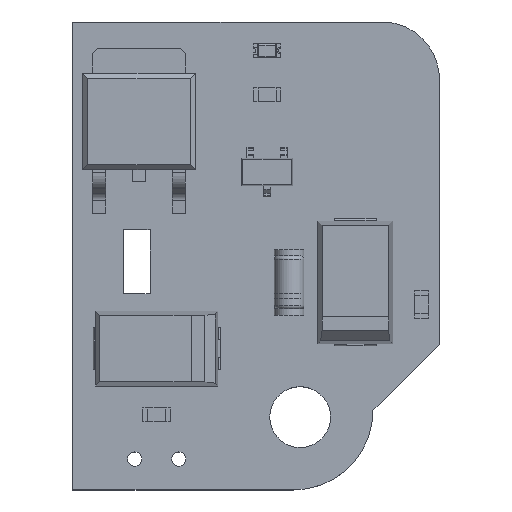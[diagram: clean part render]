
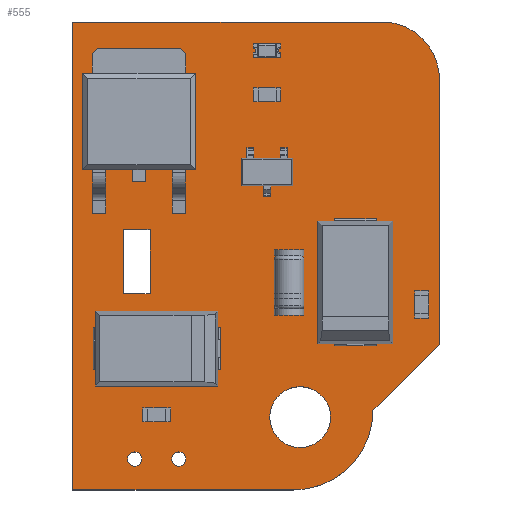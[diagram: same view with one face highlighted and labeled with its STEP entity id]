
A CAD part, top view. The second image highlights one B-rep face of the part: STEP entity #555.
In plain terms, the highlighted planar face has unit normal (0, 0, 1).
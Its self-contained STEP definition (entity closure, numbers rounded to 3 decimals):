
#54 = VERTEX_POINT('',#55);
#55 = CARTESIAN_POINT('',(155.956,-101.346,0.));
#72 = VERTEX_POINT('',#73);
#73 = CARTESIAN_POINT('',(155.956,-86.36,0.));
#79 = EDGE_CURVE('',#54,#72,#80,.T.);
#80 = LINE('',#81,#82);
#81 = CARTESIAN_POINT('',(155.956,-101.346,0.));
#82 = VECTOR('',#83,1.);
#83 = DIRECTION('',(0.,1.,0.));
#94 = VERTEX_POINT('',#95);
#95 = CARTESIAN_POINT('',(152.146,-105.156,0.));
#110 = EDGE_CURVE('',#94,#54,#111,.T.);
#111 = LINE('',#112,#113);
#112 = CARTESIAN_POINT('',(152.146,-105.156,0.));
#113 = VECTOR('',#114,1.);
#114 = DIRECTION('',(0.707,0.707,0.));
#135 = VERTEX_POINT('',#136);
#136 = CARTESIAN_POINT('',(152.908,-82.804,0.));
#142 = EDGE_CURVE('',#72,#135,#143,.T.);
#143 = CIRCLE('',#144,3.312);
#144 = AXIS2_PLACEMENT_3D('',#145,#146,#147);
#145 = CARTESIAN_POINT('',(152.654,-86.106,0.));
#146 = DIRECTION('',(0.,0.,1.));
#147 = DIRECTION('',(0.997,-0.077,0.));
#158 = VERTEX_POINT('',#159);
#159 = CARTESIAN_POINT('',(147.574,-109.728,0.));
#175 = EDGE_CURVE('',#158,#94,#176,.T.);
#176 = CIRCLE('',#177,4.572);
#177 = AXIS2_PLACEMENT_3D('',#178,#179,#180);
#178 = CARTESIAN_POINT('',(147.574,-105.156,0.));
#179 = DIRECTION('',(0.,0.,1.));
#180 = DIRECTION('',(0.,-1.,0.));
#191 = VERTEX_POINT('',#192);
#192 = CARTESIAN_POINT('',(134.874,-82.804,0.));
#207 = EDGE_CURVE('',#191,#135,#208,.T.);
#208 = LINE('',#209,#210);
#209 = CARTESIAN_POINT('',(134.874,-82.804,0.));
#210 = VECTOR('',#211,1.);
#211 = DIRECTION('',(1.,0.,0.));
#231 = VERTEX_POINT('',#232);
#232 = CARTESIAN_POINT('',(134.874,-109.728,0.));
#238 = EDGE_CURVE('',#158,#231,#239,.T.);
#239 = LINE('',#240,#241);
#240 = CARTESIAN_POINT('',(147.574,-109.728,0.));
#241 = VECTOR('',#242,1.);
#242 = DIRECTION('',(-1.,0.,0.));
#260 = EDGE_CURVE('',#191,#231,#261,.T.);
#261 = LINE('',#262,#263);
#262 = CARTESIAN_POINT('',(134.874,-82.804,0.));
#263 = VECTOR('',#264,1.);
#264 = DIRECTION('',(0.,-1.,0.));
#275 = VERTEX_POINT('',#276);
#276 = CARTESIAN_POINT('',(139.319,-94.742,0.));
#293 = VERTEX_POINT('',#294);
#294 = CARTESIAN_POINT('',(137.795,-94.742,0.));
#300 = EDGE_CURVE('',#275,#293,#301,.T.);
#301 = LINE('',#302,#303);
#302 = CARTESIAN_POINT('',(139.319,-94.742,0.));
#303 = VECTOR('',#304,1.);
#304 = DIRECTION('',(-1.,0.,0.));
#315 = VERTEX_POINT('',#316);
#316 = CARTESIAN_POINT('',(139.319,-96.393,0.));
#331 = EDGE_CURVE('',#315,#275,#332,.T.);
#332 = LINE('',#333,#334);
#333 = CARTESIAN_POINT('',(139.319,-96.393,0.));
#334 = VECTOR('',#335,1.);
#335 = DIRECTION('',(0.,1.,0.));
#355 = VERTEX_POINT('',#356);
#356 = CARTESIAN_POINT('',(137.795,-98.425,0.));
#362 = EDGE_CURVE('',#293,#355,#363,.T.);
#363 = LINE('',#364,#365);
#364 = CARTESIAN_POINT('',(137.795,-94.742,0.));
#365 = VECTOR('',#366,1.);
#366 = DIRECTION('',(0.,-1.,0.));
#386 = VERTEX_POINT('',#387);
#387 = CARTESIAN_POINT('',(139.319,-98.425,0.));
#393 = EDGE_CURVE('',#315,#386,#394,.T.);
#394 = LINE('',#395,#396);
#395 = CARTESIAN_POINT('',(139.319,-96.393,0.));
#396 = VECTOR('',#397,1.);
#397 = DIRECTION('',(0.,-1.,0.));
#408 = VERTEX_POINT('',#409);
#409 = CARTESIAN_POINT('',(137.922,-98.425,0.));
#424 = EDGE_CURVE('',#408,#355,#425,.T.);
#425 = LINE('',#426,#427);
#426 = CARTESIAN_POINT('',(137.922,-98.425,0.));
#427 = VECTOR('',#428,1.);
#428 = DIRECTION('',(-1.,0.,0.));
#446 = EDGE_CURVE('',#386,#408,#447,.T.);
#447 = LINE('',#448,#449);
#448 = CARTESIAN_POINT('',(139.319,-98.425,0.));
#449 = VECTOR('',#450,1.);
#450 = DIRECTION('',(-1.,0.,0.));
#461 = VERTEX_POINT('',#462);
#462 = CARTESIAN_POINT('',(141.376,-107.95,0.));
#478 = EDGE_CURVE('',#461,#461,#479,.T.);
#479 = CIRCLE('',#480,0.406);
#480 = AXIS2_PLACEMENT_3D('',#481,#482,#483);
#481 = CARTESIAN_POINT('',(140.97,-107.95,0.));
#482 = DIRECTION('',(0.,0.,1.));
#483 = DIRECTION('',(1.,0.,0.));
#494 = VERTEX_POINT('',#495);
#495 = CARTESIAN_POINT('',(138.836,-107.95,0.));
#511 = EDGE_CURVE('',#494,#494,#512,.T.);
#512 = CIRCLE('',#513,0.406);
#513 = AXIS2_PLACEMENT_3D('',#514,#515,#516);
#514 = CARTESIAN_POINT('',(138.43,-107.95,0.));
#515 = DIRECTION('',(0.,0.,1.));
#516 = DIRECTION('',(1.,0.,0.));
#527 = VERTEX_POINT('',#528);
#528 = CARTESIAN_POINT('',(149.705,-105.537,0.));
#544 = EDGE_CURVE('',#527,#527,#545,.T.);
#545 = CIRCLE('',#546,1.75);
#546 = AXIS2_PLACEMENT_3D('',#547,#548,#549);
#547 = CARTESIAN_POINT('',(147.955,-105.537,0.));
#548 = DIRECTION('',(0.,0.,1.));
#549 = DIRECTION('',(1.,0.,0.));
#555 = ADVANCED_FACE('',(#556,#565,#573,#576,#579),#582,.T.);
#556 = FACE_BOUND('',#557,.T.);
#557 = EDGE_LOOP('',(#558,#559,#560,#561,#562,#563,#564));
#558 = ORIENTED_EDGE('',*,*,#79,.T.);
#559 = ORIENTED_EDGE('',*,*,#142,.T.);
#560 = ORIENTED_EDGE('',*,*,#207,.F.);
#561 = ORIENTED_EDGE('',*,*,#260,.T.);
#562 = ORIENTED_EDGE('',*,*,#238,.F.);
#563 = ORIENTED_EDGE('',*,*,#175,.T.);
#564 = ORIENTED_EDGE('',*,*,#110,.T.);
#565 = FACE_BOUND('',#566,.T.);
#566 = EDGE_LOOP('',(#567,#568,#569,#570,#571,#572));
#567 = ORIENTED_EDGE('',*,*,#300,.F.);
#568 = ORIENTED_EDGE('',*,*,#331,.F.);
#569 = ORIENTED_EDGE('',*,*,#393,.T.);
#570 = ORIENTED_EDGE('',*,*,#446,.T.);
#571 = ORIENTED_EDGE('',*,*,#424,.T.);
#572 = ORIENTED_EDGE('',*,*,#362,.F.);
#573 = FACE_BOUND('',#574,.T.);
#574 = EDGE_LOOP('',(#575));
#575 = ORIENTED_EDGE('',*,*,#478,.F.);
#576 = FACE_BOUND('',#577,.T.);
#577 = EDGE_LOOP('',(#578));
#578 = ORIENTED_EDGE('',*,*,#511,.F.);
#579 = FACE_BOUND('',#580,.T.);
#580 = EDGE_LOOP('',(#581));
#581 = ORIENTED_EDGE('',*,*,#544,.F.);
#582 = PLANE('',#583);
#583 = AXIS2_PLACEMENT_3D('',#584,#585,#586);
#584 = CARTESIAN_POINT('',(144.574,-95.723,0.));
#585 = DIRECTION('',(0.,0.,1.));
#586 = DIRECTION('',(1.,0.,0.));
